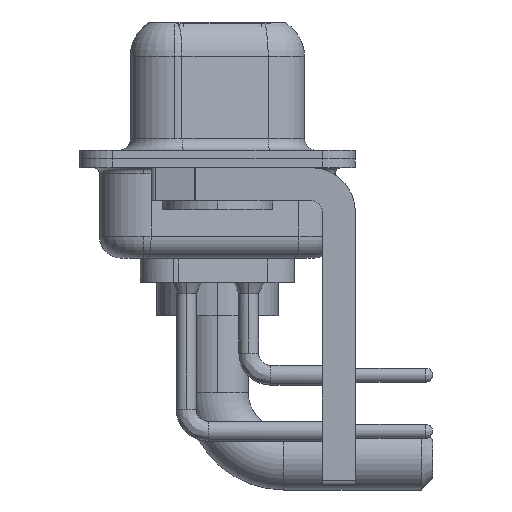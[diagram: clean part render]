
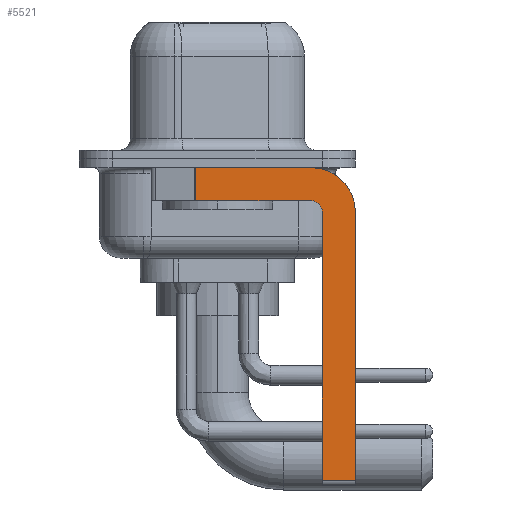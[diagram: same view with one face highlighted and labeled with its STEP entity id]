
A CAD part, left-side view. The second image highlights one B-rep face of the part: STEP entity #5521.
In plain terms, the highlighted planar face has unit normal (-1, 0, 0).
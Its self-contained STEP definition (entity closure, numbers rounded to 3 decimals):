
#485 = CIRCLE ( 'NONE', #2391, 0.5 ) ;
#794 = VERTEX_POINT ( 'NONE', #4052 ) ;
#881 = VERTEX_POINT ( 'NONE', #8565 ) ;
#960 = ORIENTED_EDGE ( 'NONE', *, *, #11207, .F. ) ;
#1008 = DIRECTION ( 'NONE',  ( 0., 0., -1. ) ) ;
#1218 = LINE ( 'NONE', #10464, #14119 ) ;
#1257 = ORIENTED_EDGE ( 'NONE', *, *, #9771, .T. ) ;
#1319 = ORIENTED_EDGE ( 'NONE', *, *, #2237, .F. ) ;
#1453 = DIRECTION ( 'NONE',  ( 0., 0., 1. ) ) ;
#1505 = DIRECTION ( 'NONE',  ( 0., 1., 0. ) ) ;
#1828 = DIRECTION ( 'NONE',  ( 1., 0., 0. ) ) ;
#2097 = VERTEX_POINT ( 'NONE', #11779 ) ;
#2149 = CARTESIAN_POINT ( 'NONE',  ( -2.9, -4.75, -2.4 ) ) ;
#2237 = EDGE_CURVE ( 'NONE', #3328, #9740, #20373, .T. ) ;
#2375 = CARTESIAN_POINT ( 'NONE',  ( -2.9, -6.25, -2.4 ) ) ;
#2391 = AXIS2_PLACEMENT_3D ( 'NONE', #7614, #5136, #16482 ) ;
#2480 = ORIENTED_EDGE ( 'NONE', *, *, #11019, .F. ) ;
#2501 = CARTESIAN_POINT ( 'NONE',  ( -2.9, -4.25, -14.55 ) ) ;
#3328 = VERTEX_POINT ( 'NONE', #2375 ) ;
#3718 = DIRECTION ( 'NONE',  ( 0., 0., -1. ) ) ;
#3848 = EDGE_LOOP ( 'NONE', ( #2480, #1257, #14700, #15001, #14630, #12410, #1319, #960 ) ) ;
#4052 = CARTESIAN_POINT ( 'NONE',  ( -2.9, 0.978, -1.9 ) ) ;
#4174 = DIRECTION ( 'NONE',  ( 0., 0., -1. ) ) ;
#4297 = FACE_OUTER_BOUND ( 'NONE', #3848, .T. ) ;
#4710 = LINE ( 'NONE', #6625, #10646 ) ;
#5089 = CIRCLE ( 'NONE', #10795, 2. ) ;
#5136 = DIRECTION ( 'NONE',  ( -1., 0., 0. ) ) ;
#5521 = ADVANCED_FACE ( 'NONE', ( #4297 ), #9761, .F. ) ;
#5928 = EDGE_CURVE ( 'NONE', #14863, #9740, #13175, .T. ) ;
#6625 = CARTESIAN_POINT ( 'NONE',  ( -2.9, -4.25, -1.9 ) ) ;
#7614 = CARTESIAN_POINT ( 'NONE',  ( -2.9, -4.25, -2.4 ) ) ;
#7670 = AXIS2_PLACEMENT_3D ( 'NONE', #16984, #22303, #15433 ) ;
#8162 = EDGE_CURVE ( 'NONE', #22285, #8907, #485, .T. ) ;
#8565 = CARTESIAN_POINT ( 'NONE',  ( -2.9, -4.25, -0.4 ) ) ;
#8907 = VERTEX_POINT ( 'NONE', #17229 ) ;
#9740 = VERTEX_POINT ( 'NONE', #17588 ) ;
#9761 = PLANE ( 'NONE',  #7670 ) ;
#9771 = EDGE_CURVE ( 'NONE', #2097, #794, #18893, .T. ) ;
#10464 = CARTESIAN_POINT ( 'NONE',  ( -2.9, -4.75, -14.8 ) ) ;
#10646 = VECTOR ( 'NONE', #1505, 1000. ) ;
#10795 = AXIS2_PLACEMENT_3D ( 'NONE', #14154, #1828, #3718 ) ;
#11019 = EDGE_CURVE ( 'NONE', #2097, #881, #13121, .T. ) ;
#11207 = EDGE_CURVE ( 'NONE', #881, #3328, #5089, .T. ) ;
#11779 = CARTESIAN_POINT ( 'NONE',  ( -2.9, 0.978, -0.4 ) ) ;
#11843 = CARTESIAN_POINT ( 'NONE',  ( -2.9, -4.75, -14.55 ) ) ;
#11936 = CARTESIAN_POINT ( 'NONE',  ( -2.9, 0.978, -1.9 ) ) ;
#12410 = ORIENTED_EDGE ( 'NONE', *, *, #5928, .T. ) ;
#13121 = LINE ( 'NONE', #14996, #21755 ) ;
#13175 = LINE ( 'NONE', #2501, #21459 ) ;
#13405 = DIRECTION ( 'NONE',  ( 0., -1., 0. ) ) ;
#14119 = VECTOR ( 'NONE', #1453, 1000. ) ;
#14154 = CARTESIAN_POINT ( 'NONE',  ( -2.9, -4.25, -2.4 ) ) ;
#14630 = ORIENTED_EDGE ( 'NONE', *, *, #20628, .F. ) ;
#14700 = ORIENTED_EDGE ( 'NONE', *, *, #18332, .F. ) ;
#14863 = VERTEX_POINT ( 'NONE', #11843 ) ;
#14996 = CARTESIAN_POINT ( 'NONE',  ( -2.9, 3., -0.4 ) ) ;
#15001 = ORIENTED_EDGE ( 'NONE', *, *, #8162, .F. ) ;
#15074 = CARTESIAN_POINT ( 'NONE',  ( -2.9, -6.25, -2.4 ) ) ;
#15433 = DIRECTION ( 'NONE',  ( 0., 0., -1. ) ) ;
#16482 = DIRECTION ( 'NONE',  ( 0., 0., 1. ) ) ;
#16539 = VECTOR ( 'NONE', #4174, 1000. ) ;
#16984 = CARTESIAN_POINT ( 'NONE',  ( -2.9, -4.25, -2.4 ) ) ;
#17229 = CARTESIAN_POINT ( 'NONE',  ( -2.9, -4.25, -1.9 ) ) ;
#17561 = VECTOR ( 'NONE', #1008, 1000. ) ;
#17588 = CARTESIAN_POINT ( 'NONE',  ( -2.9, -6.25, -14.55 ) ) ;
#18332 = EDGE_CURVE ( 'NONE', #8907, #794, #4710, .T. ) ;
#18554 = DIRECTION ( 'NONE',  ( 0., -1., 0. ) ) ;
#18893 = LINE ( 'NONE', #11936, #17561 ) ;
#20373 = LINE ( 'NONE', #15074, #16539 ) ;
#20628 = EDGE_CURVE ( 'NONE', #14863, #22285, #1218, .T. ) ;
#21459 = VECTOR ( 'NONE', #13405, 1000. ) ;
#21755 = VECTOR ( 'NONE', #18554, 1000. ) ;
#22285 = VERTEX_POINT ( 'NONE', #2149 ) ;
#22303 = DIRECTION ( 'NONE',  ( 1., 0., 0. ) ) ;
